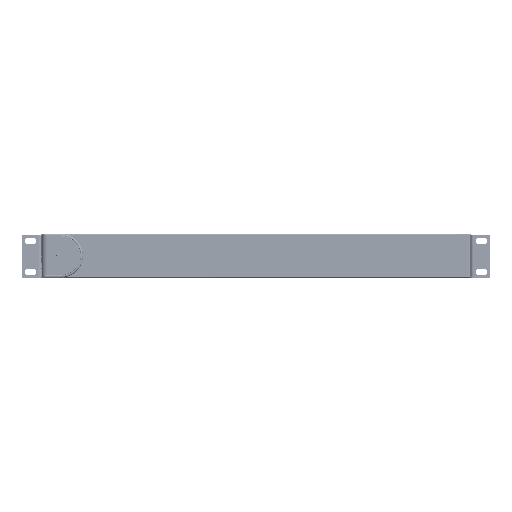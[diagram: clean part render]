
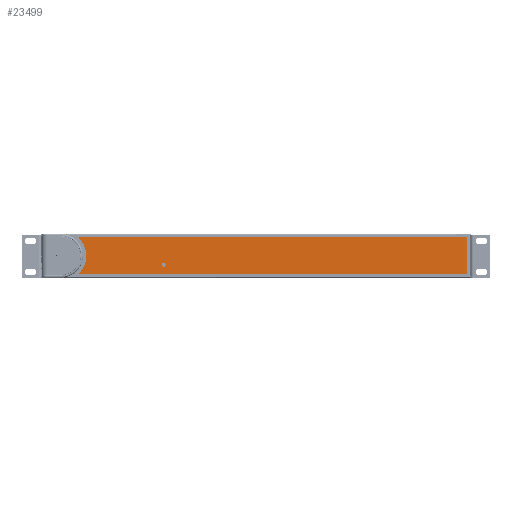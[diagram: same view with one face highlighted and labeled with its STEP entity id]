
A CAD part, top view. The second image highlights one B-rep face of the part: STEP entity #23499.
In plain terms, the highlighted planar face has unit normal (0, 0, 1).
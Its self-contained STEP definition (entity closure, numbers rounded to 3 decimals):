
#5692=CARTESIAN_POINT('',(-181.37,33.,6.371));
#5693=DIRECTION('',(0.,0.,-1.));
#5694=DIRECTION('',(-0.705,-0.709,0.));
#5695=AXIS2_PLACEMENT_3D('',#5692,#5693,#5694);
#5697=CARTESIAN_POINT('',(-181.37,33.,6.371));
#5698=DIRECTION('',(0.,0.,-1.));
#5699=DIRECTION('',(-1.,0.,0.));
#5700=AXIS2_PLACEMENT_3D('',#5697,#5698,#5699);
#5702=CARTESIAN_POINT('',(216.,33.,6.371));
#5703=DIRECTION('',(0.,0.,-1.));
#5704=DIRECTION('',(0.,1.,0.));
#5705=AXIS2_PLACEMENT_3D('',#5702,#5703,#5704);
#5707=CARTESIAN_POINT('',(216.,-4.5,6.371));
#5708=DIRECTION('',(0.,0.,-1.));
#5709=DIRECTION('',(1.,0.,0.));
#5710=AXIS2_PLACEMENT_3D('',#5707,#5708,#5709);
#5712=CARTESIAN_POINT('',(-181.37,-4.5,6.371));
#5713=DIRECTION('',(0.,0.,-1.));
#5714=DIRECTION('',(0.,-1.,0.));
#5715=AXIS2_PLACEMENT_3D('',#5712,#5713,#5714);
#5717=CARTESIAN_POINT('',(-181.37,-4.5,6.371));
#5718=DIRECTION('',(0.,0.,-1.));
#5719=DIRECTION('',(-1.,0.,0.));
#5720=AXIS2_PLACEMENT_3D('',#5717,#5718,#5719);
#5722=CARTESIAN_POINT('',(-200.,14.25,6.371));
#5723=DIRECTION('',(0.,0.,1.));
#5724=DIRECTION('',(0.705,-0.709,0.));
#5725=AXIS2_PLACEMENT_3D('',#5722,#5723,#5724);
#5727=CARTESIAN_POINT('',(-200.,14.25,6.371));
#5728=DIRECTION('',(0.,0.,1.));
#5729=DIRECTION('',(1.,0.,0.));
#5730=AXIS2_PLACEMENT_3D('',#5727,#5728,#5729);
#5732=CARTESIAN_POINT('',(-94.71,4.9,6.371));
#5733=DIRECTION('',(0.,0.,1.));
#5734=DIRECTION('',(1.,0.,0.));
#5735=AXIS2_PLACEMENT_3D('',#5732,#5733,#5734);
#5737=CARTESIAN_POINT('',(-94.71,4.9,6.371));
#5738=DIRECTION('',(0.,0.,1.));
#5739=DIRECTION('',(-1.,0.,0.));
#5740=AXIS2_PLACEMENT_3D('',#5737,#5738,#5739);
#5742=DIRECTION('',(-1.,0.,0.));
#5743=VECTOR('',#5742,397.37);
#5744=CARTESIAN_POINT('',(216.,33.5,6.371));
#5745=LINE('',#5744,#5743);
#5758=DIRECTION('',(0.,1.,0.));
#5759=VECTOR('',#5758,37.5);
#5760=CARTESIAN_POINT('',(216.5,-4.5,6.371));
#5761=LINE('',#5760,#5759);
#5774=DIRECTION('',(1.,0.,0.));
#5775=VECTOR('',#5774,397.37);
#5776=CARTESIAN_POINT('',(-181.37,-5.,6.371));
#5777=LINE('',#5776,#5775);
#12639=CARTESIAN_POINT('',(-181.87,33.,6.371));
#12640=CARTESIAN_POINT('',(-181.37,33.5,6.371));
#12641=VERTEX_POINT('',#12639);
#12642=VERTEX_POINT('',#12640);
#12643=CARTESIAN_POINT('',(-181.723,32.645,
6.371));
#12644=VERTEX_POINT('',#12643);
#12645=CARTESIAN_POINT('',(216.,33.5,6.371));
#12646=VERTEX_POINT('',#12645);
#12647=CARTESIAN_POINT('',(216.5,33.,6.371));
#12648=VERTEX_POINT('',#12647);
#12649=CARTESIAN_POINT('',(216.5,-4.5,6.371));
#12650=VERTEX_POINT('',#12649);
#12651=CARTESIAN_POINT('',(216.,-5.,6.371));
#12652=VERTEX_POINT('',#12651);
#12653=CARTESIAN_POINT('',(-181.37,-5.,6.371));
#12654=VERTEX_POINT('',#12653);
#12655=CARTESIAN_POINT('',(-181.87,-4.5,6.371));
#12656=VERTEX_POINT('',#12655);
#12657=CARTESIAN_POINT('',(-181.723,-4.145,
6.371));
#12658=VERTEX_POINT('',#12657);
#12659=CARTESIAN_POINT('',(-174.069,14.25,6.371));
#12660=VERTEX_POINT('',#12659);
#12661=CARTESIAN_POINT('',(-92.71,4.9,6.371));
#12662=CARTESIAN_POINT('',(-96.71,4.9,6.371));
#12663=VERTEX_POINT('',#12661);
#12664=VERTEX_POINT('',#12662);
#23466=CARTESIAN_POINT('',(17.315,14.25,6.371));
#23467=DIRECTION('',(0.,0.,1.));
#23468=DIRECTION('',(1.,0.,0.));
#23469=AXIS2_PLACEMENT_3D('',#23466,#23467,#23468);
#23470=PLANE('',#23469);
#23471=ORIENTED_EDGE('',*,*,#23455,.T.);
#23472=ORIENTED_EDGE('',*,*,#23453,.T.);
#23474=ORIENTED_EDGE('',*,*,#23473,.F.);
#23476=ORIENTED_EDGE('',*,*,#23475,.T.);
#23478=ORIENTED_EDGE('',*,*,#23477,.F.);
#23480=ORIENTED_EDGE('',*,*,#23479,.T.);
#23482=ORIENTED_EDGE('',*,*,#23481,.F.);
#23484=ORIENTED_EDGE('',*,*,#23483,.T.);
#23486=ORIENTED_EDGE('',*,*,#23485,.T.);
#23488=ORIENTED_EDGE('',*,*,#23487,.T.);
#23490=ORIENTED_EDGE('',*,*,#23489,.T.);
#23491=EDGE_LOOP('',(#23471,#23472,#23474,#23476,#23478,#23480,#23482,#23484,
#23486,#23488,#23490));
#23492=FACE_OUTER_BOUND('',#23491,.F.);
#23494=ORIENTED_EDGE('',*,*,#23493,.T.);
#23496=ORIENTED_EDGE('',*,*,#23495,.T.);
#23497=EDGE_LOOP('',(#23494,#23496));
#23498=FACE_BOUND('',#23497,.F.);
#5696=CIRCLE('',#5695,0.5);
#5701=CIRCLE('',#5700,0.5);
#5706=CIRCLE('',#5705,0.5);
#5711=CIRCLE('',#5710,0.5);
#5716=CIRCLE('',#5715,0.5);
#5721=CIRCLE('',#5720,0.5);
#5726=CIRCLE('',#5725,25.931);
#5731=CIRCLE('',#5730,25.931);
#5736=CIRCLE('',#5735,2.);
#5741=CIRCLE('',#5740,2.);
#23453=EDGE_CURVE('',#12641,#12642,#5701,.T.);
#23455=EDGE_CURVE('',#12644,#12641,#5696,.T.);
#23473=EDGE_CURVE('',#12646,#12642,#5745,.T.);
#23475=EDGE_CURVE('',#12646,#12648,#5706,.T.);
#23477=EDGE_CURVE('',#12650,#12648,#5761,.T.);
#23479=EDGE_CURVE('',#12650,#12652,#5711,.T.);
#23481=EDGE_CURVE('',#12654,#12652,#5777,.T.);
#23483=EDGE_CURVE('',#12654,#12656,#5716,.T.);
#23485=EDGE_CURVE('',#12656,#12658,#5721,.T.);
#23487=EDGE_CURVE('',#12658,#12660,#5726,.T.);
#23489=EDGE_CURVE('',#12660,#12644,#5731,.T.);
#23493=EDGE_CURVE('',#12663,#12664,#5736,.T.);
#23495=EDGE_CURVE('',#12664,#12663,#5741,.T.);
#23499=ADVANCED_FACE('',(#23492,#23498),#23470,.T.);
